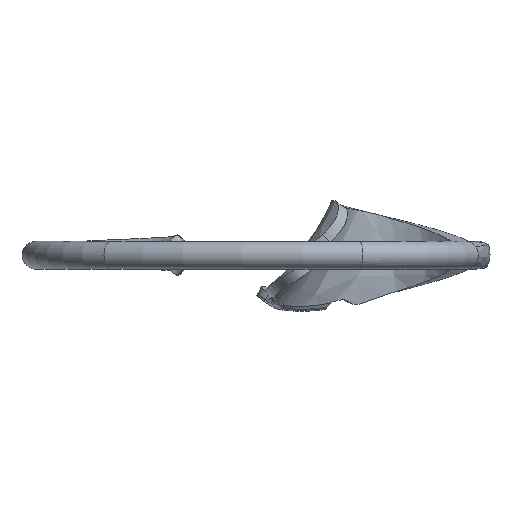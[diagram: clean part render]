
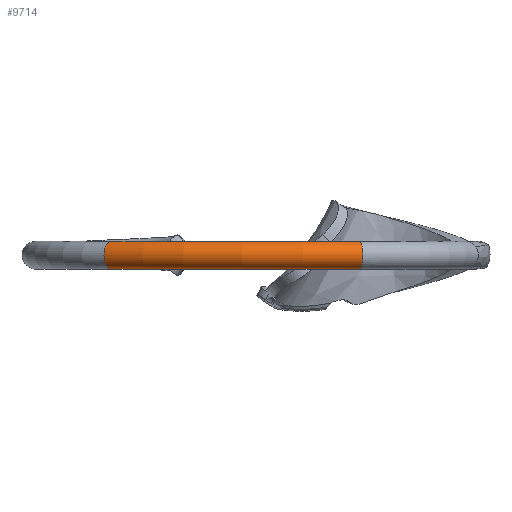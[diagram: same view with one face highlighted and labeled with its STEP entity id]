
A CAD part, left-side view. The second image highlights one B-rep face of the part: STEP entity #9714.
In plain terms, the highlighted toroidal (fillet/blend) face has major radius 127 mm and minor radius 5 mm.
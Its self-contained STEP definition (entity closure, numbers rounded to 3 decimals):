
#326 = EDGE_CURVE ( 'NONE', #5220, #5220, #3975, .T. ) ;
#2228 = DIRECTION ( 'NONE',  ( -0.975, -0.223, 0. ) ) ;
#2321 = CARTESIAN_POINT ( 'NONE',  ( -56.691, -38.35, 0. ) ) ;
#2595 = FACE_OUTER_BOUND ( 'NONE', #19624, .T. ) ;
#2851 = CARTESIAN_POINT ( 'NONE',  ( -38.978, 52.769, 0. ) ) ;
#3562 = TOROIDAL_SURFACE ( 'NONE', #7610, 127., 5. ) ;
#3975 = CIRCLE ( 'NONE', #10726, 5. ) ;
#5220 = VERTEX_POINT ( 'NONE', #2321 ) ;
#6900 = ORIENTED_EDGE ( 'NONE', *, *, #9506, .F. ) ;
#7610 = AXIS2_PLACEMENT_3D ( 'NONE', #16569, #10028, #18657 ) ;
#9506 = EDGE_CURVE ( 'NONE', #19317, #19317, #13768, .T. ) ;
#9714 = ADVANCED_FACE ( 'NONE', ( #2595, #9833 ), #3562, .T. ) ;
#9833 = FACE_OUTER_BOUND ( 'NONE', #22654, .T. ) ;
#10028 = DIRECTION ( 'NONE',  ( 0., 0., -1. ) ) ;
#10726 = AXIS2_PLACEMENT_3D ( 'NONE', #12690, #14819, #2228 ) ;
#12690 = CARTESIAN_POINT ( 'NONE',  ( -51.816, -37.238, 0. ) ) ;
#13768 = CIRCLE ( 'NONE', #22148, 5. ) ;
#13962 = DIRECTION ( 'NONE',  ( -0.874, 0.486, 0. ) ) ;
#14819 = DIRECTION ( 'NONE',  ( -0.223, 0.975, 0. ) ) ;
#16569 = CARTESIAN_POINT ( 'NONE',  ( 72., -8.98, 0. ) ) ;
#18657 = DIRECTION ( 'NONE',  ( 1., 0., 0. ) ) ;
#19196 = CARTESIAN_POINT ( 'NONE',  ( -43.347, 55.2, 0. ) ) ;
#19317 = VERTEX_POINT ( 'NONE', #19196 ) ;
#19624 = EDGE_LOOP ( 'NONE', ( #26867 ) ) ;
#22148 = AXIS2_PLACEMENT_3D ( 'NONE', #2851, #22198, #13962 ) ;
#22198 = DIRECTION ( 'NONE',  ( 0.486, 0.874, 0. ) ) ;
#22654 = EDGE_LOOP ( 'NONE', ( #6900 ) ) ;
#26867 = ORIENTED_EDGE ( 'NONE', *, *, #326, .T. ) ;
